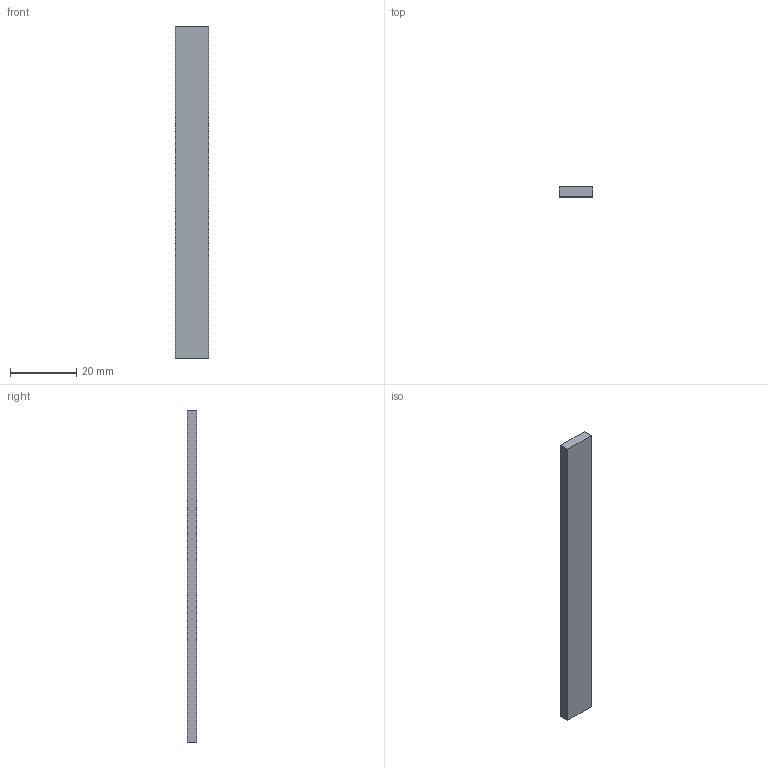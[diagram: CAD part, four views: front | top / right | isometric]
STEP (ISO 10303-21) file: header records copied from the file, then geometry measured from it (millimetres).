
FILE_DESCRIPTION(('SolidDesigner STEP Export'),'2;1');
FILE_NAME('0402174_NLS_CU_3_10_SN_1000MM-select.stp','2013-05-15T12:30:29',(''),(''),'Creo Elements/Direct Modeling STEP processor for AP214 (Solid Model)','Creo Elements/Direct Modeling 18.1 06-May-2012 (C) Parametric Technology GmbH','');
FILE_SCHEMA(('AUTOMOTIVE_DESIGN { 1 0 10303 214 1 1 1 1 }'));
Length unit declared in the file: millimetre
Products named in the file (2): 0402174_NLS_CU_3_10_SN_1000MM-select
Assembly tree (1 placements, depth 2):
  0402174_NLS_CU_3_10_SN_1000MM-select
    0402174_NLS_CU_3_10_SN_1000MM-select
Bounding box: 10 x 3 x 100 mm (x, y, z)
Volume: 3000 mm3; surface area: 2660 mm2
Topology: 1 solids, 1 shells, 6 faces, 12 edges, 8 vertices
Faces by surface type: plane 6
Entity records: 249 total; most frequent: CARTESIAN_POINT 28, DIRECTION 28, ORIENTED_EDGE 24, VECTOR 12, LINE 12, EDGE_CURVE 12, AXIS2_PLACEMENT_3D 8, VERTEX_POINT 8
